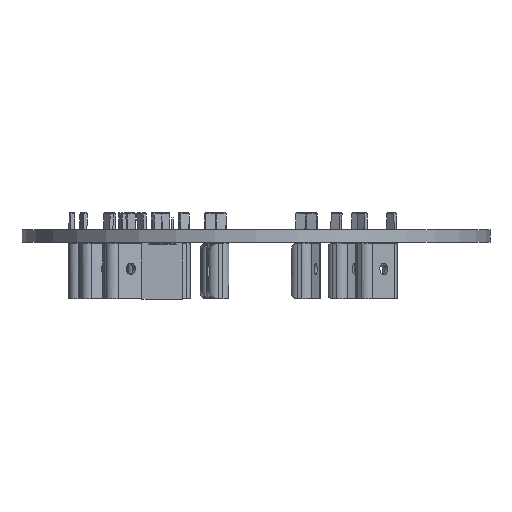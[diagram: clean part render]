
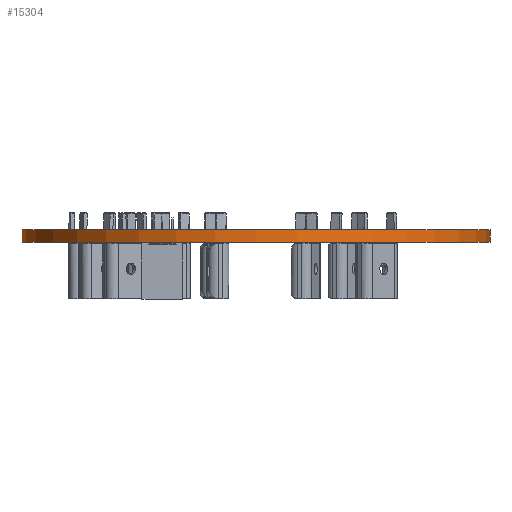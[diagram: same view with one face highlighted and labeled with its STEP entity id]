
A CAD part, front view. The second image highlights one B-rep face of the part: STEP entity #15304.
In plain terms, the highlighted cylindrical face has radius 29 mm (diameter 58 mm), a full revolution.
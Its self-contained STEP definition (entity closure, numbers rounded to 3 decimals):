
#15304 = ADVANCED_FACE('',(#15305),#15318,.T.);
#15305 = FACE_BOUND('',#15306,.T.);
#15306 = EDGE_LOOP('',(#15307,#15341,#15364,#15391));
#15307 = ORIENTED_EDGE('',*,*,#15308,.F.);
#15308 = EDGE_CURVE('',#15309,#15309,#15311,.T.);
#15309 = VERTEX_POINT('',#15310);
#15310 = CARTESIAN_POINT('',(112.268,-96.036,1.6));
#15311 = SURFACE_CURVE('',#15312,(#15317,#15329),.PCURVE_S1.);
#15312 = CIRCLE('',#15313,29.);
#15313 = AXIS2_PLACEMENT_3D('',#15314,#15315,#15316);
#15314 = CARTESIAN_POINT('',(83.268,-96.036,1.6));
#15315 = DIRECTION('',(0.,0.,1.));
#15316 = DIRECTION('',(1.,0.,-0.));
#15317 = PCURVE('',#15318,#15323);
#15318 = CYLINDRICAL_SURFACE('',#15319,29.);
#15319 = AXIS2_PLACEMENT_3D('',#15320,#15321,#15322);
#15320 = CARTESIAN_POINT('',(83.268,-96.036,0.));
#15321 = DIRECTION('',(0.,0.,1.));
#15322 = DIRECTION('',(1.,0.,-0.));
#15323 = DEFINITIONAL_REPRESENTATION('',(#15324),#15328);
#15324 = LINE('',#15325,#15326);
#15325 = CARTESIAN_POINT('',(0.,1.6));
#15326 = VECTOR('',#15327,1.);
#15327 = DIRECTION('',(1.,0.));
#15328 = ( GEOMETRIC_REPRESENTATION_CONTEXT(2) 
PARAMETRIC_REPRESENTATION_CONTEXT() REPRESENTATION_CONTEXT('2D SPACE',''
  ) );
#15329 = PCURVE('',#15330,#15335);
#15330 = PLANE('',#15331);
#15331 = AXIS2_PLACEMENT_3D('',#15332,#15333,#15334);
#15332 = CARTESIAN_POINT('',(83.268,-96.036,1.6));
#15333 = DIRECTION('',(0.,0.,1.));
#15334 = DIRECTION('',(1.,0.,-0.));
#15335 = DEFINITIONAL_REPRESENTATION('',(#15336),#15340);
#15336 = CIRCLE('',#15337,29.);
#15337 = AXIS2_PLACEMENT_2D('',#15338,#15339);
#15338 = CARTESIAN_POINT('',(0.,0.));
#15339 = DIRECTION('',(1.,0.));
#15340 = ( GEOMETRIC_REPRESENTATION_CONTEXT(2) 
PARAMETRIC_REPRESENTATION_CONTEXT() REPRESENTATION_CONTEXT('2D SPACE',''
  ) );
#15341 = ORIENTED_EDGE('',*,*,#15342,.F.);
#15342 = EDGE_CURVE('',#15343,#15309,#15345,.T.);
#15343 = VERTEX_POINT('',#15344);
#15344 = CARTESIAN_POINT('',(112.268,-96.036,0.));
#15345 = SEAM_CURVE('',#15346,(#15350,#15357),.PCURVE_S1.);
#15346 = LINE('',#15347,#15348);
#15347 = CARTESIAN_POINT('',(112.268,-96.036,0.));
#15348 = VECTOR('',#15349,1.);
#15349 = DIRECTION('',(0.,0.,1.));
#15350 = PCURVE('',#15318,#15351);
#15351 = DEFINITIONAL_REPRESENTATION('',(#15352),#15356);
#15352 = LINE('',#15353,#15354);
#15353 = CARTESIAN_POINT('',(6.283,-0.));
#15354 = VECTOR('',#15355,1.);
#15355 = DIRECTION('',(0.,1.));
#15356 = ( GEOMETRIC_REPRESENTATION_CONTEXT(2) 
PARAMETRIC_REPRESENTATION_CONTEXT() REPRESENTATION_CONTEXT('2D SPACE',''
  ) );
#15357 = PCURVE('',#15318,#15358);
#15358 = DEFINITIONAL_REPRESENTATION('',(#15359),#15363);
#15359 = LINE('',#15360,#15361);
#15360 = CARTESIAN_POINT('',(0.,-0.));
#15361 = VECTOR('',#15362,1.);
#15362 = DIRECTION('',(0.,1.));
#15363 = ( GEOMETRIC_REPRESENTATION_CONTEXT(2) 
PARAMETRIC_REPRESENTATION_CONTEXT() REPRESENTATION_CONTEXT('2D SPACE',''
  ) );
#15364 = ORIENTED_EDGE('',*,*,#15365,.T.);
#15365 = EDGE_CURVE('',#15343,#15343,#15366,.T.);
#15366 = SURFACE_CURVE('',#15367,(#15372,#15379),.PCURVE_S1.);
#15367 = CIRCLE('',#15368,29.);
#15368 = AXIS2_PLACEMENT_3D('',#15369,#15370,#15371);
#15369 = CARTESIAN_POINT('',(83.268,-96.036,0.));
#15370 = DIRECTION('',(0.,0.,1.));
#15371 = DIRECTION('',(1.,0.,-0.));
#15372 = PCURVE('',#15318,#15373);
#15373 = DEFINITIONAL_REPRESENTATION('',(#15374),#15378);
#15374 = LINE('',#15375,#15376);
#15375 = CARTESIAN_POINT('',(0.,0.));
#15376 = VECTOR('',#15377,1.);
#15377 = DIRECTION('',(1.,0.));
#15378 = ( GEOMETRIC_REPRESENTATION_CONTEXT(2) 
PARAMETRIC_REPRESENTATION_CONTEXT() REPRESENTATION_CONTEXT('2D SPACE',''
  ) );
#15379 = PCURVE('',#15380,#15385);
#15380 = PLANE('',#15381);
#15381 = AXIS2_PLACEMENT_3D('',#15382,#15383,#15384);
#15382 = CARTESIAN_POINT('',(83.268,-96.036,0.));
#15383 = DIRECTION('',(0.,0.,1.));
#15384 = DIRECTION('',(1.,0.,-0.));
#15385 = DEFINITIONAL_REPRESENTATION('',(#15386),#15390);
#15386 = CIRCLE('',#15387,29.);
#15387 = AXIS2_PLACEMENT_2D('',#15388,#15389);
#15388 = CARTESIAN_POINT('',(0.,0.));
#15389 = DIRECTION('',(1.,0.));
#15390 = ( GEOMETRIC_REPRESENTATION_CONTEXT(2) 
PARAMETRIC_REPRESENTATION_CONTEXT() REPRESENTATION_CONTEXT('2D SPACE',''
  ) );
#15391 = ORIENTED_EDGE('',*,*,#15342,.T.);
